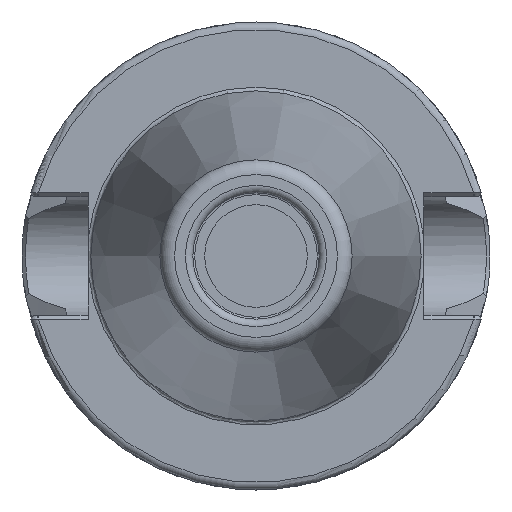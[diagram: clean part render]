
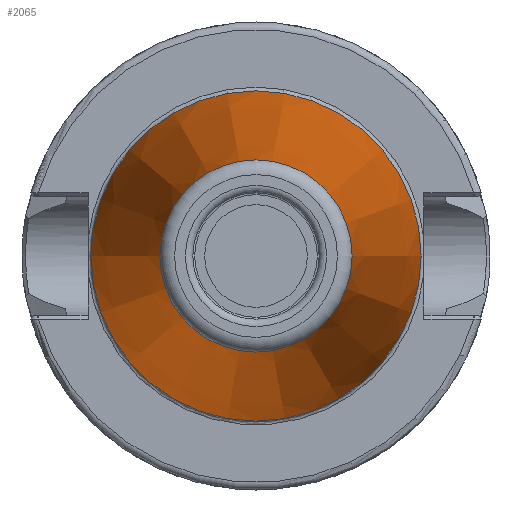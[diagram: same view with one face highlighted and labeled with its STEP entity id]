
A CAD part, left-side view. The second image highlights one B-rep face of the part: STEP entity #2065.
In plain terms, the highlighted conical face has half-angle 8.297 degrees and reference radius 17.581 mm.
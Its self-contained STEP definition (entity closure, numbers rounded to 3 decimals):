
#101=CONICAL_SURFACE('',#2333,17.581,0.145);
#275=CIRCLE('',#2329,12.937);
#276=CIRCLE('',#2330,12.937);
#277=CIRCLE('',#2331,12.937);
#279=CIRCLE('',#2334,22.225);
#280=CIRCLE('',#2335,22.225);
#391=FACE_OUTER_BOUND('',#510,.T.);
#510=EDGE_LOOP('',(#1871,#1872,#1873,#1874,#1875,#1876,#1877));
#622=LINE('',#4209,#725);
#725=VECTOR('',#2935,17.581);
#956=VERTEX_POINT('',#4197);
#957=VERTEX_POINT('',#4198);
#958=VERTEX_POINT('',#4200);
#959=VERTEX_POINT('',#4205);
#960=VERTEX_POINT('',#4206);
#1268=EDGE_CURVE('',#956,#957,#275,.T.);
#1269=EDGE_CURVE('',#958,#956,#276,.T.);
#1270=EDGE_CURVE('',#957,#958,#277,.T.);
#1272=EDGE_CURVE('',#959,#960,#279,.T.);
#1273=EDGE_CURVE('',#960,#959,#280,.T.);
#1274=EDGE_CURVE('',#960,#958,#622,.T.);
#1871=ORIENTED_EDGE('',*,*,#1272,.F.);
#1872=ORIENTED_EDGE('',*,*,#1273,.F.);
#1873=ORIENTED_EDGE('',*,*,#1274,.T.);
#1874=ORIENTED_EDGE('',*,*,#1269,.T.);
#1875=ORIENTED_EDGE('',*,*,#1268,.T.);
#1876=ORIENTED_EDGE('',*,*,#1270,.T.);
#1877=ORIENTED_EDGE('',*,*,#1274,.F.);
#2065=ADVANCED_FACE('',(#391),#101,.T.);
#2329=AXIS2_PLACEMENT_3D('',#4199,#2921,#2922);
#2330=AXIS2_PLACEMENT_3D('',#4201,#2923,#2924);
#2331=AXIS2_PLACEMENT_3D('',#4202,#2925,#2926);
#2333=AXIS2_PLACEMENT_3D('',#4204,#2929,#2930);
#2334=AXIS2_PLACEMENT_3D('',#4207,#2931,#2932);
#2335=AXIS2_PLACEMENT_3D('',#4208,#2933,#2934);
#2921=DIRECTION('center_axis',(1.,0.,0.));
#2922=DIRECTION('ref_axis',(0.,0.,-1.));
#2923=DIRECTION('center_axis',(1.,0.,0.));
#2924=DIRECTION('ref_axis',(0.,0.,-1.));
#2925=DIRECTION('center_axis',(1.,0.,0.));
#2926=DIRECTION('ref_axis',(0.,0.,-1.));
#2929=DIRECTION('center_axis',(1.,0.,0.));
#2930=DIRECTION('ref_axis',(0.,1.,0.));
#2931=DIRECTION('center_axis',(1.,0.,0.));
#2932=DIRECTION('ref_axis',(0.,0.,-1.));
#2933=DIRECTION('center_axis',(1.,0.,0.));
#2934=DIRECTION('ref_axis',(0.,0.,-1.));
#2935=DIRECTION('',(-0.99,0.144,0.));
#4197=CARTESIAN_POINT('',(-63.689,12.937,0.));
#4198=CARTESIAN_POINT('',(-63.689,0.,12.937));
#4199=CARTESIAN_POINT('Origin',(-63.689,0.,
0.));
#4200=CARTESIAN_POINT('',(-63.689,-12.937,0.));
#4201=CARTESIAN_POINT('Origin',(-63.689,0.,
0.));
#4202=CARTESIAN_POINT('Origin',(-63.689,0.,
0.));
#4204=CARTESIAN_POINT('Origin',(-31.844,0.,
0.));
#4205=CARTESIAN_POINT('',(0.,22.225,0.));
#4206=CARTESIAN_POINT('',(0.,-22.225,0.));
#4207=CARTESIAN_POINT('Origin',(0.,0.,
0.));
#4208=CARTESIAN_POINT('Origin',(0.,0.,
0.));
#4209=CARTESIAN_POINT('',(-31.844,-17.581,0.));
